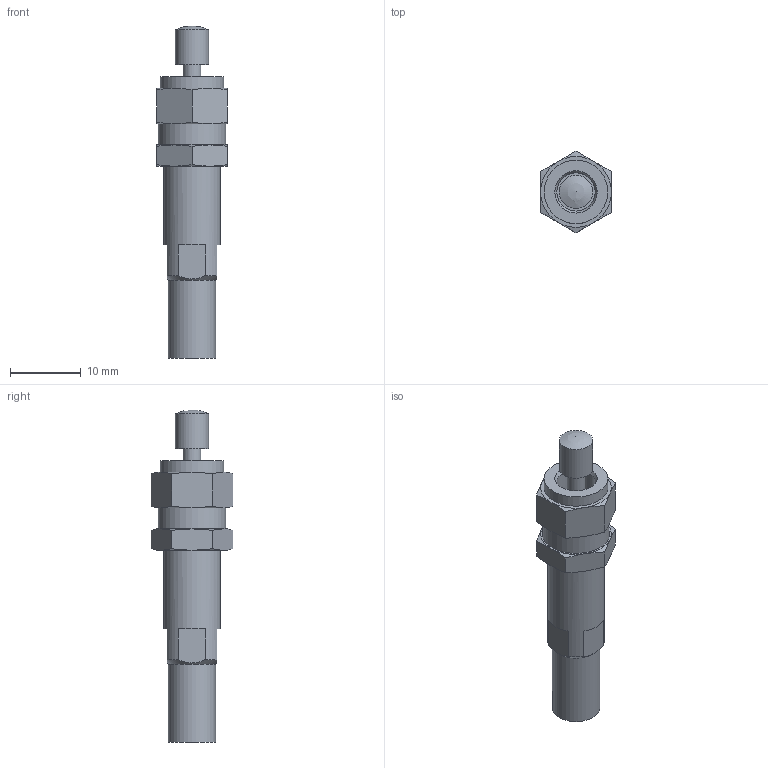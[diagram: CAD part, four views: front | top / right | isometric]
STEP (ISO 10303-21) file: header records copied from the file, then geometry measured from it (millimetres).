
FILE_DESCRIPTION(/* description */ ('STEP AP214'),/* implementation_level */ '2;1');
FILE_NAME(/* name */ '540344_YSRW-DGC-8',/* time_stamp */ '2024-09-18T14:20:23+02:00',/* author */ ('License CC BY-ND 4.0'),/* organization */ ('CADENAS'),/* preprocessor_version */ 'ST-DEVELOPER v19.3',/* originating_system */ 'PARTsolutions',/* authorisation */ ' ');
FILE_SCHEMA (('AUTOMOTIVE_DESIGN {1 0 10303 214 3 1 1}'));
Length unit declared in the file: millimetre
Products named in the file (3): 540344 YSRW-DGC-8---(7.6); 191192 YSRW-5-8---(7.601); 530906 DGC-8---(AKF)
Assembly tree (2 placements, depth 2):
  540344 YSRW-DGC-8---(7.6)
    191192 YSRW-5-8---(7.601)
    530906 DGC-8---(AKF)
Bounding box: 10 x 11.55 x 46.9 mm (x, y, z)
Volume: 2213 mm3; surface area: 1882.9 mm2
Topology: 2 solids, 2 shells, 71 faces, 152 edges, 91 vertices
Faces by surface type: plane 30, cone 30, cylinder 9, sphere 1, torus 1
Full cylindrical faces by diameter (mm): 2.5 x1, 4.7 x1, 5.4 x1, 6.7 x1, 6.917 x2, 8 x1, 9 x1, 9.5 x1
Entity records: 1907 total; most frequent: CARTESIAN_POINT 452, DIRECTION 282, ORIENTED_EDGE 262, EDGE_CURVE 131, AXIS2_PLACEMENT_3D 129, EDGE_LOOP 96, FACE_BOUND 96, VERTEX_POINT 87
